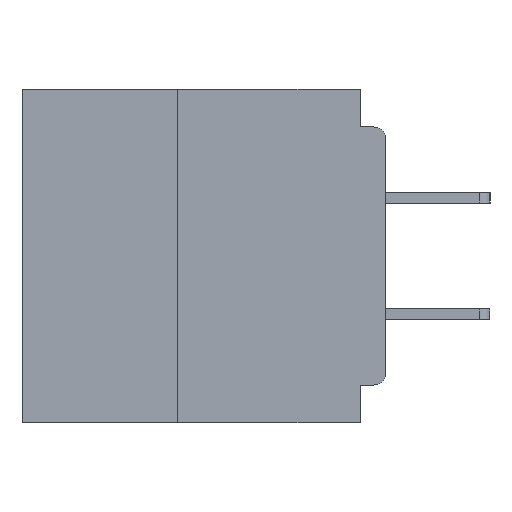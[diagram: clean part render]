
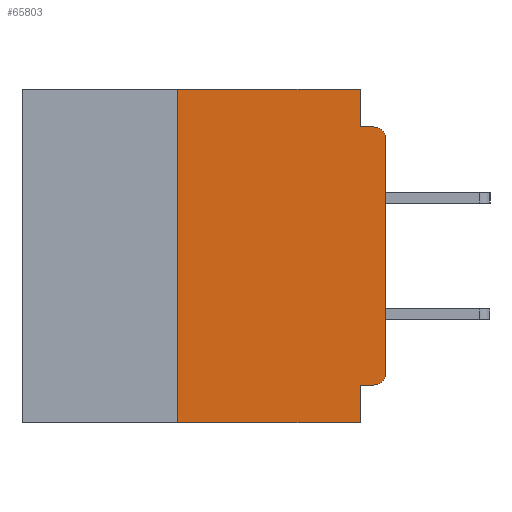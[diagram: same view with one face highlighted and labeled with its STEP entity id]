
A CAD part, left-side view. The second image highlights one B-rep face of the part: STEP entity #65803.
In plain terms, the highlighted planar face has unit normal (-1, 0, 0).
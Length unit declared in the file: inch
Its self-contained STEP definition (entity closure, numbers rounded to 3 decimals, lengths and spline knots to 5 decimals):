
#1490 = DIRECTION ( 'NONE',  ( 0., 0., -1. ) ) ;
#2701 = FACE_OUTER_BOUND ( 'NONE', #61397, .T. ) ;
#2744 = DIRECTION ( 'NONE',  ( 0., -1., 0. ) ) ;
#3395 = VERTEX_POINT ( 'NONE', #43917 ) ;
#4151 = CARTESIAN_POINT ( 'NONE',  ( 0., 0., 0. ) ) ;
#5472 = VECTOR ( 'NONE', #18126, 39.37008 ) ;
#8339 = ORIENTED_EDGE ( 'NONE', *, *, #58475, .F. ) ;
#11796 = CARTESIAN_POINT ( 'NONE',  ( 0., 0., -0.06 ) ) ;
#11904 = ORIENTED_EDGE ( 'NONE', *, *, #16235, .T. ) ;
#14726 = DIRECTION ( 'NONE',  ( 0., 0., -1. ) ) ;
#14998 = CARTESIAN_POINT ( 'NONE',  ( 0., 0., -0.045 ) ) ;
#15429 = CARTESIAN_POINT ( 'NONE',  ( 0., 0.031, -0.045 ) ) ;
#16235 = EDGE_CURVE ( 'NONE', #53803, #3395, #65599, .T. ) ;
#16666 = CARTESIAN_POINT ( 'NONE',  ( 0., 0.031, 0. ) ) ;
#16697 = ORIENTED_EDGE ( 'NONE', *, *, #28394, .F. ) ;
#17764 = EDGE_CURVE ( 'NONE', #26096, #3395, #64552, .T. ) ;
#18126 = DIRECTION ( 'NONE',  ( 0., -1., 0. ) ) ;
#18325 = CARTESIAN_POINT ( 'NONE',  ( 0., 0.015, -0.355 ) ) ;
#18439 = ORIENTED_EDGE ( 'NONE', *, *, #26959, .F. ) ;
#19444 = CARTESIAN_POINT ( 'NONE',  ( 0., 0.031, 0. ) ) ;
#19638 = LINE ( 'NONE', #4151, #33837 ) ;
#20385 = DIRECTION ( 'NONE',  ( 0., -1., 0. ) ) ;
#20681 = VECTOR ( 'NONE', #2744, 39.37008 ) ;
#21259 = VERTEX_POINT ( 'NONE', #18325 ) ;
#21799 = LINE ( 'NONE', #54034, #23453 ) ;
#21908 = CARTESIAN_POINT ( 'NONE',  ( 0., 0.015, -0.06 ) ) ;
#21938 = VECTOR ( 'NONE', #1490, 39.37008 ) ;
#23453 = VECTOR ( 'NONE', #27372, 39.37008 ) ;
#24577 = DIRECTION ( 'NONE',  ( -1., 0., 0. ) ) ;
#25692 = VERTEX_POINT ( 'NONE', #43175 ) ;
#26046 = VERTEX_POINT ( 'NONE', #51582 ) ;
#26096 = VERTEX_POINT ( 'NONE', #41269 ) ;
#26360 = VECTOR ( 'NONE', #54062, 39.37008 ) ;
#26894 = ORIENTED_EDGE ( 'NONE', *, *, #53579, .F. ) ;
#26959 = EDGE_CURVE ( 'NONE', #52327, #47419, #35545, .T. ) ;
#27278 = DIRECTION ( 'NONE',  ( 0., 0., -1. ) ) ;
#27372 = DIRECTION ( 'NONE',  ( 0., 1., 0. ) ) ;
#27807 = DIRECTION ( 'NONE',  ( 0., 0., 1. ) ) ;
#28106 = CARTESIAN_POINT ( 'NONE',  ( 0., 0.031, -0.4 ) ) ;
#28394 = EDGE_CURVE ( 'NONE', #25692, #52327, #61629, .T. ) ;
#31631 = ORIENTED_EDGE ( 'NONE', *, *, #60799, .F. ) ;
#31888 = ORIENTED_EDGE ( 'NONE', *, *, #57193, .T. ) ;
#33465 = AXIS2_PLACEMENT_3D ( 'NONE', #21908, #59276, #27278 ) ;
#33837 = VECTOR ( 'NONE', #36131, 39.37008 ) ;
#34005 = CARTESIAN_POINT ( 'NONE',  ( 0., 0.437, -0.4 ) ) ;
#34428 = AXIS2_PLACEMENT_3D ( 'NONE', #56083, #46721, #14726 ) ;
#34719 = VERTEX_POINT ( 'NONE', #11796 ) ;
#35545 = LINE ( 'NONE', #16666, #26360 ) ;
#36131 = DIRECTION ( 'NONE',  ( 0., 0., 1. ) ) ;
#37549 = AXIS2_PLACEMENT_3D ( 'NONE', #56618, #24577, #61959 ) ;
#39808 = LINE ( 'NONE', #14998, #66529 ) ;
#40071 = CARTESIAN_POINT ( 'NONE',  ( 0., 0.437, 0. ) ) ;
#41269 = CARTESIAN_POINT ( 'NONE',  ( 0., 0.031, -0.355 ) ) ;
#41435 = ORIENTED_EDGE ( 'NONE', *, *, #58872, .T. ) ;
#43175 = CARTESIAN_POINT ( 'NONE',  ( 0., 0.25, 0. ) ) ;
#43917 = CARTESIAN_POINT ( 'NONE',  ( 0., 0.031, -0.4 ) ) ;
#46721 = DIRECTION ( 'NONE',  ( 1., 0., 0. ) ) ;
#47419 = VERTEX_POINT ( 'NONE', #15429 ) ;
#48483 = CIRCLE ( 'NONE', #37549, 0.015 ) ;
#51582 = CARTESIAN_POINT ( 'NONE',  ( 0., 0.015, -0.045 ) ) ;
#51904 = PLANE ( 'NONE',  #34428 ) ;
#52327 = VERTEX_POINT ( 'NONE', #19444 ) ;
#53579 = EDGE_CURVE ( 'NONE', #53803, #25692, #57569, .T. ) ;
#53803 = VERTEX_POINT ( 'NONE', #66961 ) ;
#54034 = CARTESIAN_POINT ( 'NONE',  ( 0., 0., -0.355 ) ) ;
#54062 = DIRECTION ( 'NONE',  ( 0., 0., -1. ) ) ;
#54440 = CARTESIAN_POINT ( 'NONE',  ( 0., 0.25, -0.4 ) ) ;
#55718 = EDGE_CURVE ( 'NONE', #66406, #34719, #19638, .T. ) ;
#55893 = VECTOR ( 'NONE', #27807, 39.37008 ) ;
#56083 = CARTESIAN_POINT ( 'NONE',  ( 0., 0.437, 0. ) ) ;
#56618 = CARTESIAN_POINT ( 'NONE',  ( 0., 0.015, -0.34 ) ) ;
#57193 = EDGE_CURVE ( 'NONE', #34719, #26046, #60456, .T. ) ;
#57569 = LINE ( 'NONE', #54440, #55893 ) ;
#58475 = EDGE_CURVE ( 'NONE', #21259, #26096, #21799, .T. ) ;
#58872 = EDGE_CURVE ( 'NONE', #21259, #66406, #48483, .T. ) ;
#59276 = DIRECTION ( 'NONE',  ( -1., 0., 0. ) ) ;
#60456 = CIRCLE ( 'NONE', #33465, 0.015 ) ;
#60799 = EDGE_CURVE ( 'NONE', #47419, #26046, #39808, .T. ) ;
#61397 = EDGE_LOOP ( 'NONE', ( #62237, #31888, #31631, #18439, #16697, #26894, #11904, #68329, #8339, #41435 ) ) ;
#61629 = LINE ( 'NONE', #40071, #20681 ) ;
#61959 = DIRECTION ( 'NONE',  ( 0., 0., -1. ) ) ;
#62237 = ORIENTED_EDGE ( 'NONE', *, *, #55718, .T. ) ;
#64552 = LINE ( 'NONE', #28106, #21938 ) ;
#65599 = LINE ( 'NONE', #34005, #5472 ) ;
#65803 = ADVANCED_FACE ( 'NONE', ( #2701 ), #51904, .F. ) ;
#66406 = VERTEX_POINT ( 'NONE', #67843 ) ;
#66529 = VECTOR ( 'NONE', #20385, 39.37008 ) ;
#66961 = CARTESIAN_POINT ( 'NONE',  ( 0., 0.25, -0.4 ) ) ;
#67843 = CARTESIAN_POINT ( 'NONE',  ( 0., 0., -0.34 ) ) ;
#68329 = ORIENTED_EDGE ( 'NONE', *, *, #17764, .F. ) ;
